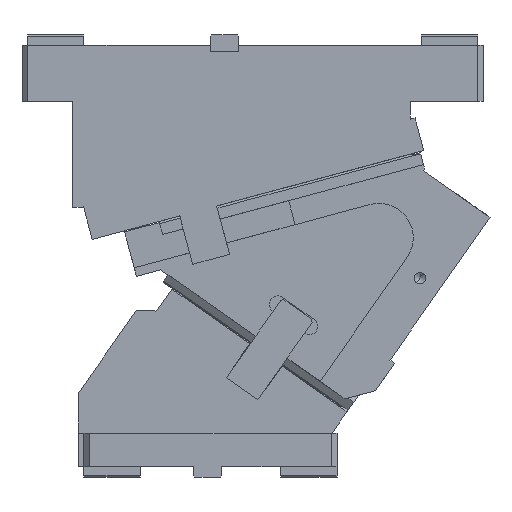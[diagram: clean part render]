
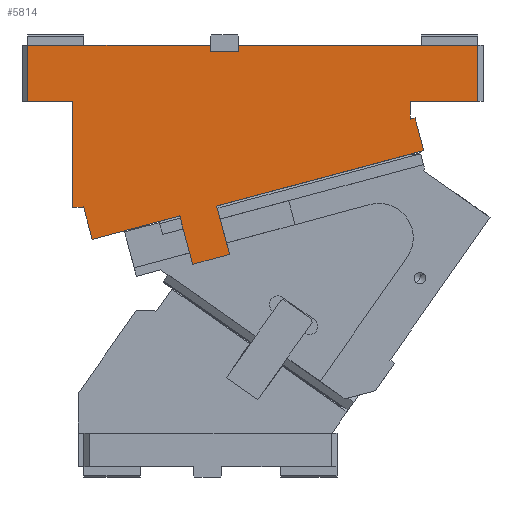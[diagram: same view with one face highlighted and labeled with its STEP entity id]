
A CAD part, front view. The second image highlights one B-rep face of the part: STEP entity #5814.
In plain terms, the highlighted planar face has unit normal (0, -1, 0).
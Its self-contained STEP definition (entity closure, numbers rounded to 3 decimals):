
#311=CARTESIAN_POINT('Vertex',(357.027,-175.,-93.783)) ;
#314=CARTESIAN_POINT('Line Origine',(265.022,-175.,-118.436)) ;
#318=CARTESIAN_POINT('Vertex',(173.018,-175.,-143.088)) ;
#339=CARTESIAN_POINT('Vertex',(140.176,-175.,-151.888)) ;
#342=CARTESIAN_POINT('Line Origine',(124.48,-175.,-156.094)) ;
#346=CARTESIAN_POINT('Vertex',(108.784,-175.,-160.3)) ;
#349=CARTESIAN_POINT('Line Origine',(85.602,-175.,-166.511)) ;
#353=CARTESIAN_POINT('Vertex',(62.419,-175.,-172.723)) ;
#593=CARTESIAN_POINT('Vertex',(345.,-175.,-50.)) ;
#596=CARTESIAN_POINT('Line Origine',(345.,-175.,-57.974)) ;
#600=CARTESIAN_POINT('Vertex',(345.,-175.,-65.947)) ;
#642=CARTESIAN_POINT('Vertex',(405.,-175.,-50.)) ;
#645=CARTESIAN_POINT('Line Origine',(375.,-175.,-50.)) ;
#751=CARTESIAN_POINT('Vertex',(405.,-175.,0.)) ;
#922=CARTESIAN_POINT('Vertex',(192.5,-175.,0.)) ;
#925=CARTESIAN_POINT('Line Origine',(298.75,-175.,0.)) ;
#1302=CARTESIAN_POINT('Vertex',(5.,-175.,0.)) ;
#1305=CARTESIAN_POINT('Line Origine',(86.25,-175.,0.)) ;
#1309=CARTESIAN_POINT('Vertex',(167.5,-175.,0.)) ;
#1453=CARTESIAN_POINT('Vertex',(45.,-175.,-50.)) ;
#1456=CARTESIAN_POINT('Line Origine',(25.,-175.,-50.)) ;
#1460=CARTESIAN_POINT('Vertex',(5.,-175.,-50.)) ;
#1691=CARTESIAN_POINT('Vertex',(45.,-175.,-144.)) ;
#1694=CARTESIAN_POINT('Line Origine',(45.,-175.,-97.)) ;
#1783=CARTESIAN_POINT('Line Origine',(58.537,-175.,-158.234)) ;
#1787=CARTESIAN_POINT('Vertex',(54.655,-175.,-143.745)) ;
#2014=CARTESIAN_POINT('Vertex',(349.262,-175.,-64.805)) ;
#2017=CARTESIAN_POINT('Line Origine',(353.144,-175.,-79.294)) ;
#2034=CARTESIAN_POINT('Line Origine',(178.777,-175.,-164.58)) ;
#2038=CARTESIAN_POINT('Vertex',(184.535,-175.,-186.072)) ;
#2123=CARTESIAN_POINT('Vertex',(151.694,-175.,-194.872)) ;
#2126=CARTESIAN_POINT('Line Origine',(145.935,-175.,-173.38)) ;
#2442=CARTESIAN_POINT('Line Origine',(347.131,-175.,-65.376)) ;
#2465=CARTESIAN_POINT('Line Origine',(405.,-175.,-25.)) ;
#2665=CARTESIAN_POINT('Vertex',(192.5,-175.,-6.)) ;
#2670=CARTESIAN_POINT('Line Origine',(192.5,-175.,-3.)) ;
#3487=CARTESIAN_POINT('Line Origine',(167.5,-175.,-3.)) ;
#3491=CARTESIAN_POINT('Vertex',(167.5,-175.,-6.)) ;
#3523=CARTESIAN_POINT('Line Origine',(5.,-175.,-25.)) ;
#4110=CARTESIAN_POINT('Vertex',(53.704,-175.,-144.)) ;
#4113=CARTESIAN_POINT('Line Origine',(49.352,-175.,-144.)) ;
#4272=CARTESIAN_POINT('Line Origine',(54.179,-175.,-143.873)) ;
#4323=CARTESIAN_POINT('Line Origine',(168.115,-175.,-190.472)) ;
#4350=CARTESIAN_POINT('Line Origine',(180.,-175.,-6.)) ;
#5785=CARTESIAN_POINT('Axis2P3D Location',(0.,-175.,0.)) ;
#315=DIRECTION('Vector Direction',(-0.966,0.,-0.259)) ;
#343=DIRECTION('Vector Direction',(-0.966,0.,-0.259)) ;
#350=DIRECTION('Vector Direction',(0.966,0.,0.259)) ;
#597=DIRECTION('Vector Direction',(0.,0.,-1.)) ;
#646=DIRECTION('Vector Direction',(-1.,0.,0.)) ;
#926=DIRECTION('Vector Direction',(1.,0.,0.)) ;
#1306=DIRECTION('Vector Direction',(1.,0.,0.)) ;
#1457=DIRECTION('Vector Direction',(1.,0.,0.)) ;
#1695=DIRECTION('Vector Direction',(0.,0.,-1.)) ;
#1784=DIRECTION('Vector Direction',(0.259,0.,-0.966)) ;
#2018=DIRECTION('Vector Direction',(0.259,0.,-0.966)) ;
#2035=DIRECTION('Vector Direction',(-0.259,0.,0.966)) ;
#2127=DIRECTION('Vector Direction',(-0.259,0.,0.966)) ;
#2443=DIRECTION('Vector Direction',(0.966,0.,0.259)) ;
#2466=DIRECTION('Vector Direction',(0.,0.,1.)) ;
#2671=DIRECTION('Vector Direction',(0.,0.,-1.)) ;
#3488=DIRECTION('Vector Direction',(0.,0.,1.)) ;
#3524=DIRECTION('Vector Direction',(0.,0.,-1.)) ;
#4114=DIRECTION('Vector Direction',(-1.,0.,0.)) ;
#4273=DIRECTION('Vector Direction',(-0.966,0.,-0.259)) ;
#4324=DIRECTION('Vector Direction',(0.966,0.,0.259)) ;
#4351=DIRECTION('Vector Direction',(1.,0.,0.)) ;
#5786=DIRECTION('Axis2P3D Direction',(0.,1.,0.)) ;
#5787=DIRECTION('Axis2P3D XDirection',(0.,0.,1.)) ;
#5788=AXIS2_PLACEMENT_3D('Plane Axis2P3D',#5785,#5786,#5787) ;
#5791=ORIENTED_EDGE('',*,*,#320,.T.) ;
#5792=ORIENTED_EDGE('',*,*,#2021,.T.) ;
#5793=ORIENTED_EDGE('',*,*,#2446,.T.) ;
#5794=ORIENTED_EDGE('',*,*,#602,.F.) ;
#5795=ORIENTED_EDGE('',*,*,#649,.F.) ;
#5796=ORIENTED_EDGE('',*,*,#2469,.T.) ;
#5797=ORIENTED_EDGE('',*,*,#929,.F.) ;
#5798=ORIENTED_EDGE('',*,*,#2674,.T.) ;
#5799=ORIENTED_EDGE('',*,*,#4354,.F.) ;
#5800=ORIENTED_EDGE('',*,*,#3493,.T.) ;
#5801=ORIENTED_EDGE('',*,*,#1311,.F.) ;
#5802=ORIENTED_EDGE('',*,*,#3527,.T.) ;
#5803=ORIENTED_EDGE('',*,*,#1462,.T.) ;
#5804=ORIENTED_EDGE('',*,*,#1698,.T.) ;
#5805=ORIENTED_EDGE('',*,*,#4117,.F.) ;
#5806=ORIENTED_EDGE('',*,*,#4276,.F.) ;
#5807=ORIENTED_EDGE('',*,*,#1789,.T.) ;
#5808=ORIENTED_EDGE('',*,*,#355,.T.) ;
#5809=ORIENTED_EDGE('',*,*,#348,.T.) ;
#5810=ORIENTED_EDGE('',*,*,#2130,.F.) ;
#5811=ORIENTED_EDGE('',*,*,#4327,.T.) ;
#5812=ORIENTED_EDGE('',*,*,#2040,.T.) ;
#316=VECTOR('Line Direction',#315,1.) ;
#344=VECTOR('Line Direction',#343,1.) ;
#351=VECTOR('Line Direction',#350,1.) ;
#598=VECTOR('Line Direction',#597,1.) ;
#647=VECTOR('Line Direction',#646,1.) ;
#927=VECTOR('Line Direction',#926,1.) ;
#1307=VECTOR('Line Direction',#1306,1.) ;
#1458=VECTOR('Line Direction',#1457,1.) ;
#1696=VECTOR('Line Direction',#1695,1.) ;
#1785=VECTOR('Line Direction',#1784,1.) ;
#2019=VECTOR('Line Direction',#2018,1.) ;
#2036=VECTOR('Line Direction',#2035,1.) ;
#2128=VECTOR('Line Direction',#2127,1.) ;
#2444=VECTOR('Line Direction',#2443,1.) ;
#2467=VECTOR('Line Direction',#2466,1.) ;
#2672=VECTOR('Line Direction',#2671,1.) ;
#3489=VECTOR('Line Direction',#3488,1.) ;
#3525=VECTOR('Line Direction',#3524,1.) ;
#4115=VECTOR('Line Direction',#4114,1.) ;
#4274=VECTOR('Line Direction',#4273,1.) ;
#4325=VECTOR('Line Direction',#4324,1.) ;
#4352=VECTOR('Line Direction',#4351,1.) ;
#5814=ADVANCED_FACE('CAM HOLDER',(#5813),#5789,.F.) ;
#320=EDGE_CURVE('',#319,#312,#317,.F.) ;
#348=EDGE_CURVE('',#347,#340,#345,.F.) ;
#355=EDGE_CURVE('',#354,#347,#352,.T.) ;
#602=EDGE_CURVE('',#594,#601,#599,.T.) ;
#649=EDGE_CURVE('',#643,#594,#648,.T.) ;
#929=EDGE_CURVE('',#923,#752,#928,.T.) ;
#1311=EDGE_CURVE('',#1303,#1310,#1308,.T.) ;
#1462=EDGE_CURVE('',#1461,#1454,#1459,.T.) ;
#1698=EDGE_CURVE('',#1454,#1692,#1697,.T.) ;
#1789=EDGE_CURVE('',#1788,#354,#1786,.T.) ;
#2021=EDGE_CURVE('',#312,#2015,#2020,.F.) ;
#2040=EDGE_CURVE('',#2039,#319,#2037,.T.) ;
#2130=EDGE_CURVE('',#2124,#340,#2129,.T.) ;
#2446=EDGE_CURVE('',#2015,#601,#2445,.F.) ;
#2469=EDGE_CURVE('',#643,#752,#2468,.T.) ;
#2674=EDGE_CURVE('',#923,#2666,#2673,.T.) ;
#3493=EDGE_CURVE('',#3492,#1310,#3490,.T.) ;
#3527=EDGE_CURVE('',#1303,#1461,#3526,.T.) ;
#4117=EDGE_CURVE('',#4111,#1692,#4116,.T.) ;
#4276=EDGE_CURVE('',#1788,#4111,#4275,.T.) ;
#4327=EDGE_CURVE('',#2124,#2039,#4326,.T.) ;
#4354=EDGE_CURVE('',#3492,#2666,#4353,.T.) ;
#5790=EDGE_LOOP('',(#5791,#5792,#5793,#5794,#5795,#5796,#5797,#5798,#5799,#5800,#5801,#5802,#5803,#5804,#5805,#5806,#5807,#5808,#5809,#5810,#5811,#5812)) ;
#5813=FACE_OUTER_BOUND('',#5790,.T.) ;
#317=LINE('Line',#314,#316) ;
#345=LINE('Line',#342,#344) ;
#352=LINE('Line',#349,#351) ;
#599=LINE('Line',#596,#598) ;
#648=LINE('Line',#645,#647) ;
#928=LINE('Line',#925,#927) ;
#1308=LINE('Line',#1305,#1307) ;
#1459=LINE('Line',#1456,#1458) ;
#1697=LINE('Line',#1694,#1696) ;
#1786=LINE('Line',#1783,#1785) ;
#2020=LINE('Line',#2017,#2019) ;
#2037=LINE('Line',#2034,#2036) ;
#2129=LINE('Line',#2126,#2128) ;
#2445=LINE('Line',#2442,#2444) ;
#2468=LINE('Line',#2465,#2467) ;
#2673=LINE('Line',#2670,#2672) ;
#3490=LINE('Line',#3487,#3489) ;
#3526=LINE('Line',#3523,#3525) ;
#4116=LINE('Line',#4113,#4115) ;
#4275=LINE('Line',#4272,#4274) ;
#4326=LINE('Line',#4323,#4325) ;
#4353=LINE('Line',#4350,#4352) ;
#5789=PLANE('Plane',#5788) ;
#312=VERTEX_POINT('',#311) ;
#319=VERTEX_POINT('',#318) ;
#340=VERTEX_POINT('',#339) ;
#347=VERTEX_POINT('',#346) ;
#354=VERTEX_POINT('',#353) ;
#594=VERTEX_POINT('',#593) ;
#601=VERTEX_POINT('',#600) ;
#643=VERTEX_POINT('',#642) ;
#752=VERTEX_POINT('',#751) ;
#923=VERTEX_POINT('',#922) ;
#1303=VERTEX_POINT('',#1302) ;
#1310=VERTEX_POINT('',#1309) ;
#1454=VERTEX_POINT('',#1453) ;
#1461=VERTEX_POINT('',#1460) ;
#1692=VERTEX_POINT('',#1691) ;
#1788=VERTEX_POINT('',#1787) ;
#2015=VERTEX_POINT('',#2014) ;
#2039=VERTEX_POINT('',#2038) ;
#2124=VERTEX_POINT('',#2123) ;
#2666=VERTEX_POINT('',#2665) ;
#3492=VERTEX_POINT('',#3491) ;
#4111=VERTEX_POINT('',#4110) ;
